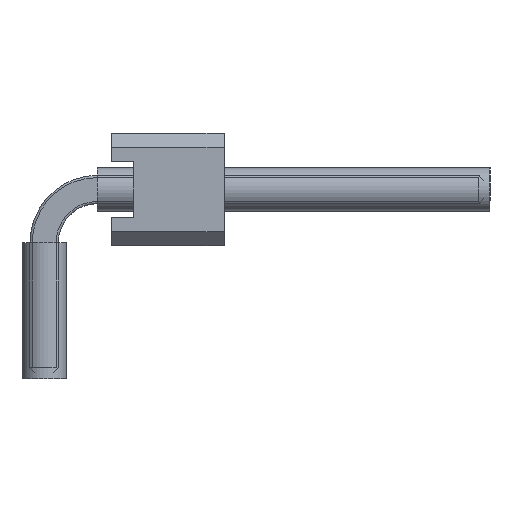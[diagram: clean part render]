
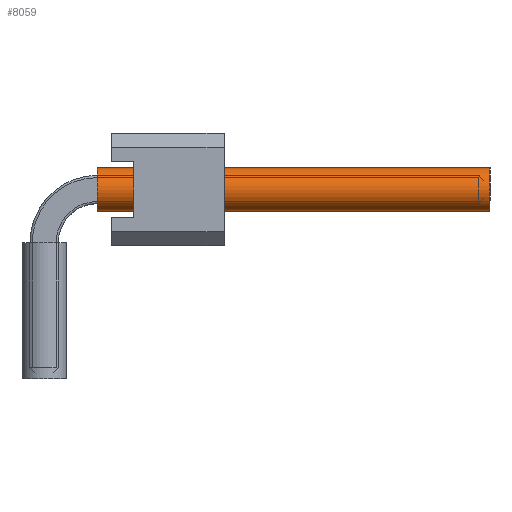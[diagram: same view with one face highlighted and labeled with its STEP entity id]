
A CAD part, left-side view. The second image highlights one B-rep face of the part: STEP entity #8059.
In plain terms, the highlighted cylindrical face has radius 0.5 mm (diameter 1 mm), a full revolution.
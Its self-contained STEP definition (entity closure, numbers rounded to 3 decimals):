
#4540=ORIENTED_EDGE('',*,*,#5688,.F.);
#4541=ORIENTED_EDGE('',*,*,#5689,.T.);
#5688=EDGE_CURVE('',#6452,#6452,#6672,.T.);
#5689=EDGE_CURVE('',#6453,#6453,#6673,.T.);
#6452=VERTEX_POINT('',#13273);
#6453=VERTEX_POINT('',#13275);
#6672=CIRCLE('',#8727,0.5);
#6673=CIRCLE('',#8728,0.5);
#7114=EDGE_LOOP('',(#4540));
#7115=EDGE_LOOP('',(#4541));
#7556=FACE_BOUND('',#7114,.T.);
#7557=FACE_BOUND('',#7115,.T.);
#7669=CYLINDRICAL_SURFACE('',#8726,0.5);
#8059=ADVANCED_FACE('',(#7556,#7557),#7669,.F.);
#8726=AXIS2_PLACEMENT_3D('',#13271,#10916,#10917);
#8727=AXIS2_PLACEMENT_3D('',#13272,#10918,#10919);
#8728=AXIS2_PLACEMENT_3D('',#13274,#10920,#10921);
#10916=DIRECTION('',(1.,0.,0.));
#10917=DIRECTION('',(0.,0.,-1.));
#10918=DIRECTION('',(-1.,0.,0.));
#10919=DIRECTION('',(0.,0.,1.));
#10920=DIRECTION('',(-1.,0.,0.));
#10921=DIRECTION('',(0.,0.,1.));
#13271=CARTESIAN_POINT('',(1.2,0.,4.27));
#13272=CARTESIAN_POINT('',(10.06,0.,4.27));
#13273=CARTESIAN_POINT('',(10.06,0.,4.77));
#13274=CARTESIAN_POINT('',(1.2,0.,4.27));
#13275=CARTESIAN_POINT('',(1.2,0.,4.77));
